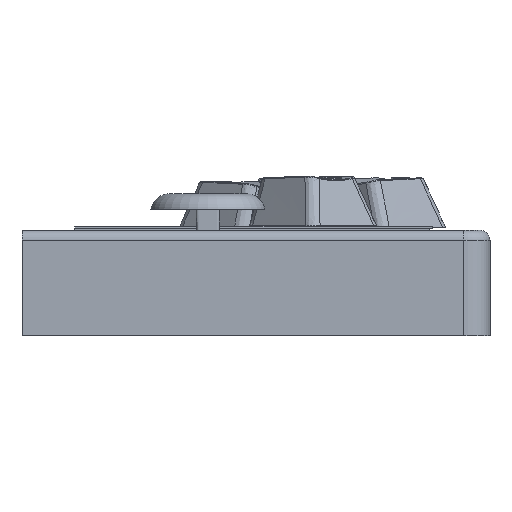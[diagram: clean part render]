
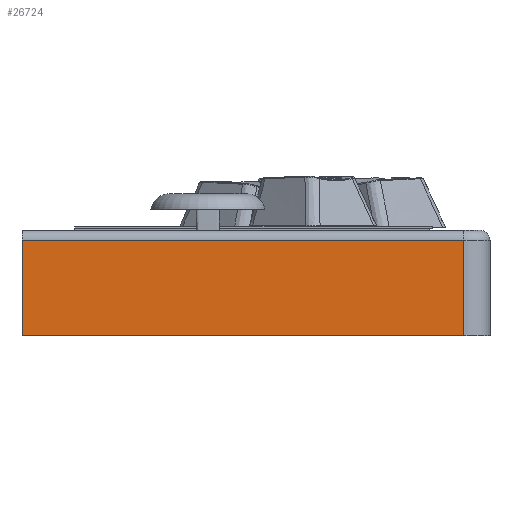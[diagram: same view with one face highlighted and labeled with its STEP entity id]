
A CAD part, left-side view. The second image highlights one B-rep face of the part: STEP entity #26724.
In plain terms, the highlighted planar face has unit normal (-1, 0, 0).
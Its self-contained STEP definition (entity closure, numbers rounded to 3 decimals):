
#335=PLANE('',#28306);
#1793=FACE_OUTER_BOUND('',#3282,.T.);
#3282=EDGE_LOOP('',(#18832,#18833,#18834,#18835));
#5832=LINE('',#38509,#8855);
#5836=LINE('',#38520,#8859);
#5857=LINE('',#38569,#8880);
#5869=LINE('',#38596,#8892);
#8855=VECTOR('',#30761,10.);
#8859=VECTOR('',#30773,10.);
#8880=VECTOR('',#30820,10.);
#8892=VECTOR('',#30860,10.);
#11884=VERTEX_POINT('',#38499);
#11886=VERTEX_POINT('',#38505);
#11890=VERTEX_POINT('',#38519);
#11905=VERTEX_POINT('',#38567);
#14579=EDGE_CURVE('',#11884,#11886,#5832,.T.);
#14584=EDGE_CURVE('',#11886,#11890,#5836,.T.);
#14609=EDGE_CURVE('',#11905,#11884,#5857,.T.);
#14622=EDGE_CURVE('',#11890,#11905,#5869,.T.);
#18832=ORIENTED_EDGE('',*,*,#14579,.F.);
#18833=ORIENTED_EDGE('',*,*,#14609,.F.);
#18834=ORIENTED_EDGE('',*,*,#14622,.F.);
#18835=ORIENTED_EDGE('',*,*,#14584,.F.);
#26724=ADVANCED_FACE('',(#1793),#335,.T.);
#28306=AXIS2_PLACEMENT_3D('',#38595,#30858,#30859);
#30761=DIRECTION('',(0.,0.,-1.));
#30773=DIRECTION('',(0.,1.,0.));
#30820=DIRECTION('',(0.,-1.,0.));
#30858=DIRECTION('center_axis',(-1.,0.,0.));
#30859=DIRECTION('ref_axis',(0.,-1.,0.));
#30860=DIRECTION('',(0.,0.,1.));
#38499=CARTESIAN_POINT('',(1.995,21.463,3.));
#38505=CARTESIAN_POINT('',(1.995,21.463,-15.));
#38509=CARTESIAN_POINT('',(1.995,21.463,2.5));
#38519=CARTESIAN_POINT('',(1.995,105.,-15.));
#38520=CARTESIAN_POINT('',(1.995,16.463,-15.));
#38567=CARTESIAN_POINT('',(1.995,105.,3.));
#38569=CARTESIAN_POINT('',(1.995,84.116,3.));
#38595=CARTESIAN_POINT('Origin',(1.995,105.,0.));
#38596=CARTESIAN_POINT('',(1.995,105.,0.));
